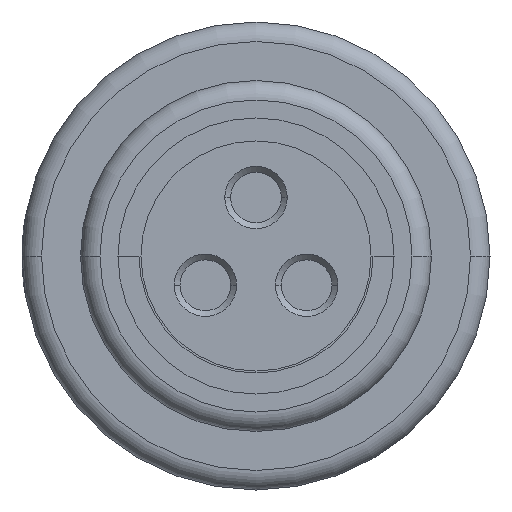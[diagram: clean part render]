
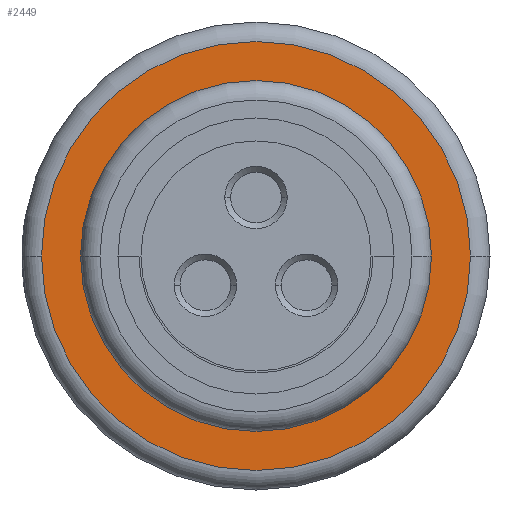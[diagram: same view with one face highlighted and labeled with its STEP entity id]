
A CAD part, left-side view. The second image highlights one B-rep face of the part: STEP entity #2449.
In plain terms, the highlighted planar face has unit normal (-1, 0, 0).
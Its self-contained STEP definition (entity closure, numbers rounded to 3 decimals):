
#232=CARTESIAN_POINT('',(-2.4,0.,0.));
#233=DIRECTION('',(-1.,0.,0.));
#234=DIRECTION('',(0.,1.,0.));
#235=AXIS2_PLACEMENT_3D('',#232,#233,#234);
#255=CARTESIAN_POINT('',(-2.4,0.,0.));
#256=DIRECTION('',(1.,0.,0.));
#257=DIRECTION('',(0.,1.,0.));
#258=AXIS2_PLACEMENT_3D('',#255,#256,#257);
#263=CARTESIAN_POINT('',(-2.4,0.,0.));
#264=DIRECTION('',(-1.,0.,0.));
#265=DIRECTION('',(0.,-1.,0.));
#266=AXIS2_PLACEMENT_3D('',#263,#264,#265);
#271=CARTESIAN_POINT('',(-2.4,0.,0.));
#272=DIRECTION('',(-1.,0.,0.));
#273=DIRECTION('',(0.,1.,0.));
#274=AXIS2_PLACEMENT_3D('',#271,#272,#273);
#2074=CARTESIAN_POINT('',(-2.4,4.5,0.));
#2075=CARTESIAN_POINT('',(-2.4,-4.5,0.));
#2076=VERTEX_POINT('',#2074);
#2077=VERTEX_POINT('',#2075);
#2106=CARTESIAN_POINT('',(-2.4,-5.5,0.));
#2107=CARTESIAN_POINT('',(-2.4,5.5,0.));
#2108=VERTEX_POINT('',#2106);
#2109=VERTEX_POINT('',#2107);
#2434=CARTESIAN_POINT('',(-2.4,0.,0.));
#2435=DIRECTION('',(1.,0.,0.));
#2436=DIRECTION('',(0.,-1.,0.));
#2437=AXIS2_PLACEMENT_3D('',#2434,#2435,#2436);
#2438=PLANE('',#2437);
#2440=ORIENTED_EDGE('',*,*,#2439,.F.);
#2442=ORIENTED_EDGE('',*,*,#2441,.F.);
#2443=EDGE_LOOP('',(#2440,#2442));
#2444=FACE_OUTER_BOUND('',#2443,.F.);
#2445=ORIENTED_EDGE('',*,*,#2421,.F.);
#2446=ORIENTED_EDGE('',*,*,#2400,.T.);
#2447=EDGE_LOOP('',(#2445,#2446));
#2448=FACE_BOUND('',#2447,.F.);
#236=CIRCLE('',#235,4.5);
#259=CIRCLE('',#258,4.5);
#267=CIRCLE('',#266,5.5);
#275=CIRCLE('',#274,5.5);
#2400=EDGE_CURVE('',#2076,#2077,#236,.T.);
#2421=EDGE_CURVE('',#2076,#2077,#259,.T.);
#2439=EDGE_CURVE('',#2108,#2109,#267,.T.);
#2441=EDGE_CURVE('',#2109,#2108,#275,.T.);
#2449=ADVANCED_FACE('',(#2444,#2448),#2438,.F.);
